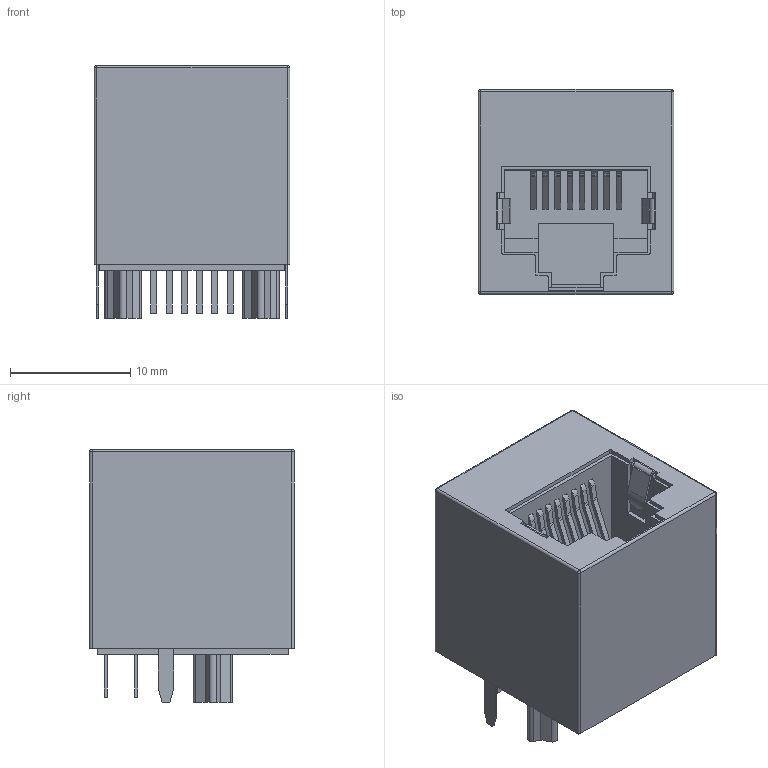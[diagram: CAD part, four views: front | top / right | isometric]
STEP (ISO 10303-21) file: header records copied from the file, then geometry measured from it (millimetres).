
FILE_DESCRIPTION((''),'2;1');
FILE_NAME('BELFUSE_SI-16001-F.stp','2012-11-15T10:16:14',(''),(''),'Mechanical Desktop 2011','Mechanical Desktop 2011',', , ');
FILE_SCHEMA(('AUTOMOTIVE_DESIGN { 1 2 10303 214 1 1 1 1 }'));
Length unit declared in the file: millimetre
Products named in the file (1): Product
Bounding box: 16.26 x 17.02 x 21.02 mm (x, y, z)
Volume: 3745.9 mm3; surface area: 4639.8 mm2
Topology: 26 solids, 26 shells, 313 faces, 771 edges, 508 vertices
Faces by surface type: plane 227, cylinder 64, bspline 17, sphere 5
Entity records: 9729 total; most frequent: CARTESIAN_POINT 2214, ORIENTED_EDGE 1538, DIRECTION 1479, EDGE_CURVE 769, VECTOR 637, LINE 637, VERTEX_POINT 508, AXIS2_PLACEMENT_3D 421
